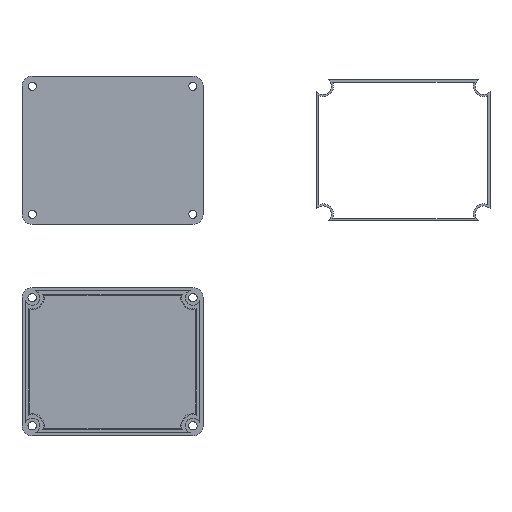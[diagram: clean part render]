
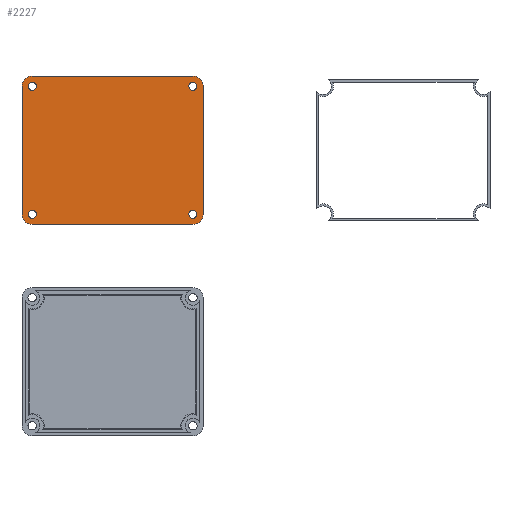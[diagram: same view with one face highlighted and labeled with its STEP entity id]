
A CAD part, front view. The second image highlights one B-rep face of the part: STEP entity #2227.
In plain terms, the highlighted planar face has unit normal (0, -1, 0).
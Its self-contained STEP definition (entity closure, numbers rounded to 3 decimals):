
#57=FACE_BOUND('',#324,.T.);
#58=FACE_BOUND('',#325,.T.);
#59=FACE_BOUND('',#326,.T.);
#60=FACE_BOUND('',#327,.T.);
#99=PLANE('',#2426);
#178=FACE_OUTER_BOUND('',#323,.T.);
#323=EDGE_LOOP('',(#1636,#1637,#1638,#1639,#1640,#1641,#1642,#1643));
#324=EDGE_LOOP('',(#1644));
#325=EDGE_LOOP('',(#1645));
#326=EDGE_LOOP('',(#1646));
#327=EDGE_LOOP('',(#1647));
#484=LINE('',#3549,#660);
#485=LINE('',#3553,#661);
#486=LINE('',#3557,#662);
#487=LINE('',#3560,#663);
#660=VECTOR('',#2842,10.);
#661=VECTOR('',#2845,10.);
#662=VECTOR('',#2848,10.);
#663=VECTOR('',#2851,10.);
#838=CIRCLE('',#2427,5.8);
#839=CIRCLE('',#2428,5.8);
#840=CIRCLE('',#2429,5.8);
#841=CIRCLE('',#2430,5.8);
#842=CIRCLE('',#2431,2.3);
#843=CIRCLE('',#2432,2.3);
#844=CIRCLE('',#2433,2.3);
#845=CIRCLE('',#2434,2.3);
#996=VERTEX_POINT('',#3545);
#997=VERTEX_POINT('',#3546);
#998=VERTEX_POINT('',#3548);
#999=VERTEX_POINT('',#3550);
#1000=VERTEX_POINT('',#3552);
#1001=VERTEX_POINT('',#3554);
#1002=VERTEX_POINT('',#3556);
#1003=VERTEX_POINT('',#3558);
#1004=VERTEX_POINT('',#3561);
#1005=VERTEX_POINT('',#3563);
#1006=VERTEX_POINT('',#3565);
#1007=VERTEX_POINT('',#3567);
#1236=EDGE_CURVE('',#996,#997,#838,.T.);
#1237=EDGE_CURVE('',#997,#998,#484,.T.);
#1238=EDGE_CURVE('',#998,#999,#839,.T.);
#1239=EDGE_CURVE('',#999,#1000,#485,.T.);
#1240=EDGE_CURVE('',#1000,#1001,#840,.T.);
#1241=EDGE_CURVE('',#1001,#1002,#486,.T.);
#1242=EDGE_CURVE('',#1002,#1003,#841,.T.);
#1243=EDGE_CURVE('',#1003,#996,#487,.T.);
#1244=EDGE_CURVE('',#1004,#1004,#842,.T.);
#1245=EDGE_CURVE('',#1005,#1005,#843,.T.);
#1246=EDGE_CURVE('',#1006,#1006,#844,.T.);
#1247=EDGE_CURVE('',#1007,#1007,#845,.T.);
#1636=ORIENTED_EDGE('',*,*,#1236,.T.);
#1637=ORIENTED_EDGE('',*,*,#1237,.T.);
#1638=ORIENTED_EDGE('',*,*,#1238,.T.);
#1639=ORIENTED_EDGE('',*,*,#1239,.T.);
#1640=ORIENTED_EDGE('',*,*,#1240,.T.);
#1641=ORIENTED_EDGE('',*,*,#1241,.T.);
#1642=ORIENTED_EDGE('',*,*,#1242,.T.);
#1643=ORIENTED_EDGE('',*,*,#1243,.T.);
#1644=ORIENTED_EDGE('',*,*,#1244,.T.);
#1645=ORIENTED_EDGE('',*,*,#1245,.T.);
#1646=ORIENTED_EDGE('',*,*,#1246,.T.);
#1647=ORIENTED_EDGE('',*,*,#1247,.T.);
#2227=ADVANCED_FACE('',(#178,#57,#58,#59,#60),#99,.T.);
#2426=AXIS2_PLACEMENT_3D('',#3544,#2838,#2839);
#2427=AXIS2_PLACEMENT_3D('',#3547,#2840,#2841);
#2428=AXIS2_PLACEMENT_3D('',#3551,#2843,#2844);
#2429=AXIS2_PLACEMENT_3D('',#3555,#2846,#2847);
#2430=AXIS2_PLACEMENT_3D('',#3559,#2849,#2850);
#2431=AXIS2_PLACEMENT_3D('',#3562,#2852,#2853);
#2432=AXIS2_PLACEMENT_3D('',#3564,#2854,#2855);
#2433=AXIS2_PLACEMENT_3D('',#3566,#2856,#2857);
#2434=AXIS2_PLACEMENT_3D('',#3568,#2858,#2859);
#2838=DIRECTION('center_axis',(0.,-1.,0.));
#2839=DIRECTION('ref_axis',(1.,0.,0.));
#2840=DIRECTION('center_axis',(0.,-1.,0.));
#2841=DIRECTION('ref_axis',(1.,0.,0.));
#2842=DIRECTION('',(-1.,0.,0.));
#2843=DIRECTION('center_axis',(0.,-1.,0.));
#2844=DIRECTION('ref_axis',(1.,0.,0.));
#2845=DIRECTION('',(0.,0.,-1.));
#2846=DIRECTION('center_axis',(0.,-1.,0.));
#2847=DIRECTION('ref_axis',(1.,0.,0.));
#2848=DIRECTION('',(1.,0.,0.));
#2849=DIRECTION('center_axis',(0.,-1.,0.));
#2850=DIRECTION('ref_axis',(1.,0.,0.));
#2851=DIRECTION('',(0.,0.,1.));
#2852=DIRECTION('center_axis',(0.,1.,0.));
#2853=DIRECTION('ref_axis',(1.,0.,0.));
#2854=DIRECTION('center_axis',(0.,1.,0.));
#2855=DIRECTION('ref_axis',(1.,0.,0.));
#2856=DIRECTION('center_axis',(0.,1.,0.));
#2857=DIRECTION('ref_axis',(1.,0.,0.));
#2858=DIRECTION('center_axis',(0.,1.,0.));
#2859=DIRECTION('ref_axis',(1.,0.,0.));
#3544=CARTESIAN_POINT('Origin',(-2.275,-9.75,-1.475));
#3545=CARTESIAN_POINT('',(49.1,-9.75,35.19));
#3546=CARTESIAN_POINT('',(43.31,-9.75,40.65));
#3547=CARTESIAN_POINT('Origin',(43.31,-9.75,34.85));
#3548=CARTESIAN_POINT('',(-47.85,-9.75,40.65));
#3549=CARTESIAN_POINT('',(-53.65,-9.75,40.65));
#3550=CARTESIAN_POINT('',(-53.65,-9.75,34.85));
#3551=CARTESIAN_POINT('Origin',(-47.85,-9.75,34.85));
#3552=CARTESIAN_POINT('',(-53.65,-9.75,-37.8));
#3553=CARTESIAN_POINT('',(-53.65,-9.75,-43.6));
#3554=CARTESIAN_POINT('',(-47.85,-9.75,-43.6));
#3555=CARTESIAN_POINT('Origin',(-47.85,-9.75,-37.8));
#3556=CARTESIAN_POINT('',(43.31,-9.75,-43.6));
#3557=CARTESIAN_POINT('',(49.1,-9.75,-43.6));
#3558=CARTESIAN_POINT('',(49.1,-9.75,-38.14));
#3559=CARTESIAN_POINT('Origin',(43.31,-9.75,-37.8));
#3560=CARTESIAN_POINT('',(49.1,-9.75,40.65));
#3561=CARTESIAN_POINT('',(-50.15,-9.75,-37.8));
#3562=CARTESIAN_POINT('Origin',(-47.85,-9.75,-37.8));
#3563=CARTESIAN_POINT('',(-50.15,-9.75,34.85));
#3564=CARTESIAN_POINT('Origin',(-47.85,-9.75,34.85));
#3565=CARTESIAN_POINT('',(41.01,-9.75,-37.8));
#3566=CARTESIAN_POINT('Origin',(43.31,-9.75,-37.8));
#3567=CARTESIAN_POINT('',(41.01,-9.75,34.85));
#3568=CARTESIAN_POINT('Origin',(43.31,-9.75,34.85));
